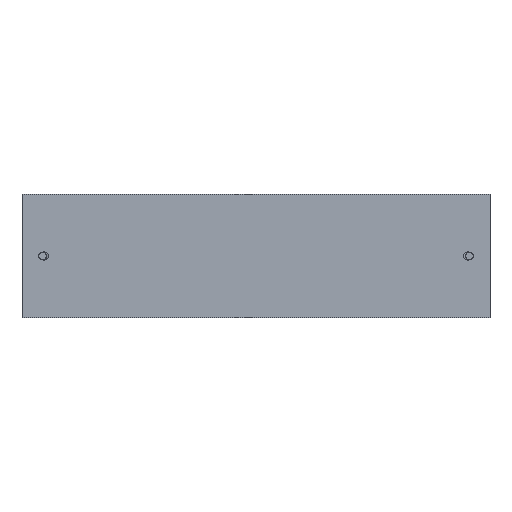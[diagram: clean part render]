
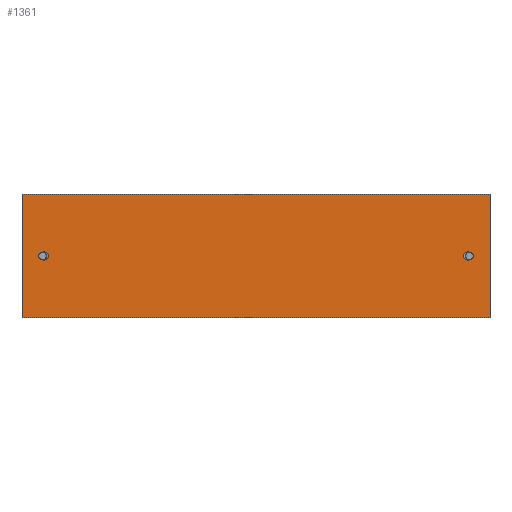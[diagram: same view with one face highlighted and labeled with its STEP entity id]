
A CAD part, front view. The second image highlights one B-rep face of the part: STEP entity #1361.
In plain terms, the highlighted planar face has unit normal (0, -1, 0).
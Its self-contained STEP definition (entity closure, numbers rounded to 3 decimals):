
#537 = VERTEX_POINT ( 'NONE', #4601 ) ;
#538 = VERTEX_POINT ( 'NONE', #4600 ) ;
#717 = VERTEX_POINT ( 'NONE', #5353 ) ;
#719 = EDGE_CURVE ( 'NONE', #717, #720, #5348, .T. ) ;
#720 = VERTEX_POINT ( 'NONE', #5323 ) ;
#727 = EDGE_CURVE ( 'NONE', #537, #538, #5489, .T. ) ;
#1116 = VERTEX_POINT ( 'NONE', #6415 ) ;
#1120 = EDGE_CURVE ( 'NONE', #1121, #1116, #6410, .T. ) ;
#1121 = VERTEX_POINT ( 'NONE', #6316 ) ;
#1305 = EDGE_CURVE ( 'NONE', #1350, #1116, #11810, .T. ) ;
#1332 = EDGE_CURVE ( 'NONE', #1339, #1121, #11777, .T. ) ;
#1339 = VERTEX_POINT ( 'NONE', #11763 ) ;
#1350 = VERTEX_POINT ( 'NONE', #11696 ) ;
#1361 = ADVANCED_FACE ( 'NONE', ( #7234, #7233, #7206 ), #7239, .F. ) ;
#1362 = EDGE_LOOP ( 'NONE', ( #1437, #1607 ) ) ;
#1437 = ORIENTED_EDGE ( 'NONE', *, *, #1438, .F. ) ;
#1438 = EDGE_CURVE ( 'NONE', #538, #537, #7450, .T. ) ;
#1489 = ORIENTED_EDGE ( 'NONE', *, *, #1490, .F. ) ;
#1490 = EDGE_CURVE ( 'NONE', #1339, #1350, #7396, .T. ) ;
#1491 = ORIENTED_EDGE ( 'NONE', *, *, #1332, .T. ) ;
#1588 = EDGE_LOOP ( 'NONE', ( #1589, #1591 ) ) ;
#1589 = ORIENTED_EDGE ( 'NONE', *, *, #1590, .F. ) ;
#1590 = EDGE_CURVE ( 'NONE', #720, #717, #7766, .T. ) ;
#1591 = ORIENTED_EDGE ( 'NONE', *, *, #719, .F. ) ;
#1599 = EDGE_LOOP ( 'NONE', ( #1600, #1601, #1489, #1491 ) ) ;
#1600 = ORIENTED_EDGE ( 'NONE', *, *, #1120, .T. ) ;
#1601 = ORIENTED_EDGE ( 'NONE', *, *, #1305, .F. ) ;
#1607 = ORIENTED_EDGE ( 'NONE', *, *, #727, .F. ) ;
#4600 = CARTESIAN_POINT ( 'NONE',  ( -22.371, -10.032, 1.926 ) ) ;
#4601 = CARTESIAN_POINT ( 'NONE',  ( -22.371, -10.032, 2.789 ) ) ;
#5323 = CARTESIAN_POINT ( 'NONE',  ( 22.333, -10.032, 1.926 ) ) ;
#5324 = DIRECTION ( 'NONE',  ( 0., 0., -1. ) ) ;
#5325 = DIRECTION ( 'NONE',  ( 0., -1., 0. ) ) ;
#5326 = CARTESIAN_POINT ( 'NONE',  ( 22.333, -10.032, 2.358 ) ) ;
#5327 = AXIS2_PLACEMENT_3D ( 'NONE', #5326, #5325, #5324 ) ;
#5348 = CIRCLE ( 'NONE', #5327, 0.432 ) ;
#5353 = CARTESIAN_POINT ( 'NONE',  ( 22.333, -10.032, 2.789 ) ) ;
#5485 = DIRECTION ( 'NONE',  ( 0., 0., 1. ) ) ;
#5486 = DIRECTION ( 'NONE',  ( 0., -1., 0. ) ) ;
#5487 = CARTESIAN_POINT ( 'NONE',  ( -22.371, -10.032, 2.358 ) ) ;
#5488 = AXIS2_PLACEMENT_3D ( 'NONE', #5487, #5486, #5485 ) ;
#5489 = CIRCLE ( 'NONE', #5488, 0.432 ) ;
#6316 = CARTESIAN_POINT ( 'NONE',  ( -24.721, -10.032, 8.86 ) ) ;
#6317 = DIRECTION ( 'NONE',  ( 0., 0., -1. ) ) ;
#6318 = VECTOR ( 'NONE', #6317, 1000. ) ;
#6409 = CARTESIAN_POINT ( 'NONE',  ( -24.721, -10.032, 8.86 ) ) ;
#6410 = LINE ( 'NONE', #6409, #6318 ) ;
#6415 = CARTESIAN_POINT ( 'NONE',  ( -24.721, -10.032, -4.145 ) ) ;
#7035 = DIRECTION ( 'NONE',  ( 0., 0., 1. ) ) ;
#7036 = DIRECTION ( 'NONE',  ( 0., 1., 0. ) ) ;
#7037 = AXIS2_PLACEMENT_3D ( 'NONE', #7238, #7036, #7035 ) ;
#7206 = FACE_OUTER_BOUND ( 'NONE', #1599, .T. ) ;
#7233 = FACE_BOUND ( 'NONE', #1588, .T. ) ;
#7234 = FACE_BOUND ( 'NONE', #1362, .T. ) ;
#7238 = CARTESIAN_POINT ( 'NONE',  ( 24.682, -10.032, 8.86 ) ) ;
#7239 = PLANE ( 'NONE',  #7037 ) ;
#7393 = DIRECTION ( 'NONE',  ( 0., 0., -1. ) ) ;
#7394 = VECTOR ( 'NONE', #7393, 1000. ) ;
#7395 = CARTESIAN_POINT ( 'NONE',  ( 24.682, -10.032, 8.86 ) ) ;
#7396 = LINE ( 'NONE', #7395, #7394 ) ;
#7420 = DIRECTION ( 'NONE',  ( 0., 0., 1. ) ) ;
#7421 = DIRECTION ( 'NONE',  ( 0., -1., 0. ) ) ;
#7422 = CARTESIAN_POINT ( 'NONE',  ( -22.371, -10.032, 2.358 ) ) ;
#7423 = AXIS2_PLACEMENT_3D ( 'NONE', #7422, #7421, #7420 ) ;
#7450 = CIRCLE ( 'NONE', #7423, 0.432 ) ;
#7762 = DIRECTION ( 'NONE',  ( 0., 0., -1. ) ) ;
#7763 = DIRECTION ( 'NONE',  ( 0., -1., 0. ) ) ;
#7764 = CARTESIAN_POINT ( 'NONE',  ( 22.333, -10.032, 2.358 ) ) ;
#7765 = AXIS2_PLACEMENT_3D ( 'NONE', #7764, #7763, #7762 ) ;
#7766 = CIRCLE ( 'NONE', #7765, 0.432 ) ;
#11696 = CARTESIAN_POINT ( 'NONE',  ( 24.682, -10.032, -4.145 ) ) ;
#11763 = CARTESIAN_POINT ( 'NONE',  ( 24.682, -10.032, 8.86 ) ) ;
#11774 = DIRECTION ( 'NONE',  ( -1., 0., 0. ) ) ;
#11775 = VECTOR ( 'NONE', #11774, 1000. ) ;
#11776 = CARTESIAN_POINT ( 'NONE',  ( 24.682, -10.032, 8.86 ) ) ;
#11777 = LINE ( 'NONE', #11776, #11775 ) ;
#11807 = DIRECTION ( 'NONE',  ( -1., 0., 0. ) ) ;
#11808 = VECTOR ( 'NONE', #11807, 1000. ) ;
#11809 = CARTESIAN_POINT ( 'NONE',  ( 24.682, -10.032, -4.145 ) ) ;
#11810 = LINE ( 'NONE', #11809, #11808 ) ;
